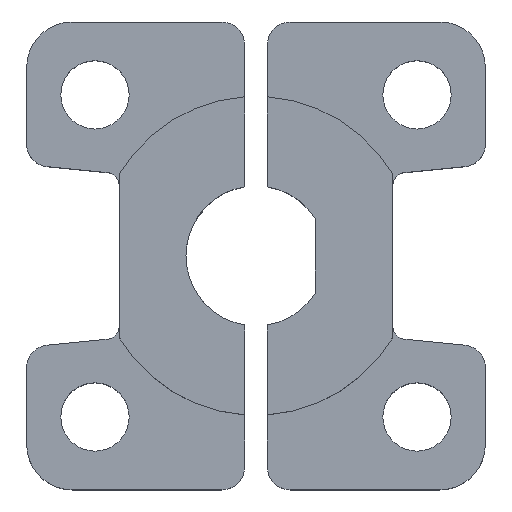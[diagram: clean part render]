
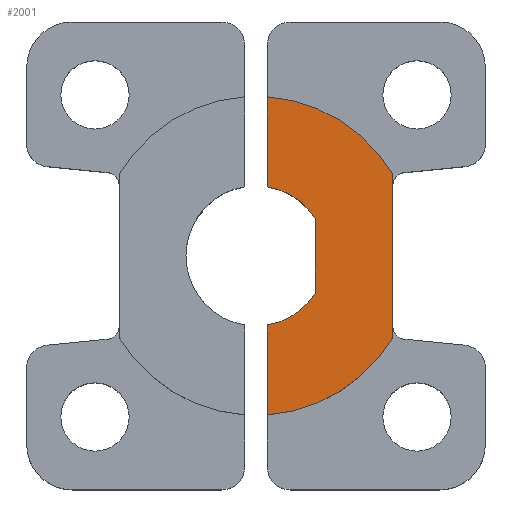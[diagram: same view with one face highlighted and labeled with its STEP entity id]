
A CAD part, top view. The second image highlights one B-rep face of the part: STEP entity #2001.
In plain terms, the highlighted planar face has unit normal (0, 0, 1).
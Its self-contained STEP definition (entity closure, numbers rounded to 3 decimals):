
#70 = EDGE_CURVE ( 'NONE', #153, #1536, #814, .T. ) ;
#153 = VERTEX_POINT ( 'NONE', #710 ) ;
#188 = LINE ( 'NONE', #1880, #1400 ) ;
#199 = ORIENTED_EDGE ( 'NONE', *, *, #70, .T. ) ;
#223 = EDGE_CURVE ( 'NONE', #1427, #1157, #2051, .T. ) ;
#234 = EDGE_CURVE ( 'NONE', #1406, #1092, #285, .T. ) ;
#285 = CIRCLE ( 'NONE', #1237, 7. ) ;
#300 = DIRECTION ( 'NONE',  ( 0., 0., 1. ) ) ;
#330 = CARTESIAN_POINT ( 'NONE',  ( 0.5, -3.034, 11.5 ) ) ;
#348 = ORIENTED_EDGE ( 'NONE', *, *, #1161, .F. ) ;
#364 = CARTESIAN_POINT ( 'NONE',  ( 2.6, -1.642, 11.5 ) ) ;
#433 = EDGE_CURVE ( 'NONE', #1427, #153, #1203, .T. ) ;
#460 = ORIENTED_EDGE ( 'NONE', *, *, #953, .T. ) ;
#469 = VERTEX_POINT ( 'NONE', #1672 ) ;
#502 = CARTESIAN_POINT ( 'NONE',  ( 6., -3.606, 11.5 ) ) ;
#505 = EDGE_LOOP ( 'NONE', ( #1778, #460, #1952, #725, #1417, #1168, #199, #348 ) ) ;
#544 = VECTOR ( 'NONE', #830, 1000. ) ;
#550 = VECTOR ( 'NONE', #1288, 1000. ) ;
#591 = DIRECTION ( 'NONE',  ( 0., 0., 1. ) ) ;
#607 = DIRECTION ( 'NONE',  ( 1., 0., 0. ) ) ;
#694 = EDGE_CURVE ( 'NONE', #1157, #1139, #1512, .T. ) ;
#704 = PLANE ( 'NONE',  #1846 ) ;
#710 = CARTESIAN_POINT ( 'NONE',  ( 0.5, -6.982, 11.5 ) ) ;
#725 = ORIENTED_EDGE ( 'NONE', *, *, #694, .F. ) ;
#798 = CARTESIAN_POINT ( 'NONE',  ( 6., 3.606, 11.5 ) ) ;
#814 = CIRCLE ( 'NONE', #1083, 7. ) ;
#830 = DIRECTION ( 'NONE',  ( 0., -1., 0. ) ) ;
#837 = DIRECTION ( 'NONE',  ( 0., 1., 0. ) ) ;
#872 = DIRECTION ( 'NONE',  ( 1., 0., 0. ) ) ;
#877 = DIRECTION ( 'NONE',  ( 0., 0., 1. ) ) ;
#897 = DIRECTION ( 'NONE',  ( 1., 0., 0. ) ) ;
#953 = EDGE_CURVE ( 'NONE', #1092, #469, #1405, .T. ) ;
#992 = CARTESIAN_POINT ( 'NONE',  ( 0.5, 0., 11.5 ) ) ;
#999 = CARTESIAN_POINT ( 'NONE',  ( 0.5, 6.982, 11.5 ) ) ;
#1083 = AXIS2_PLACEMENT_3D ( 'NONE', #1234, #877, #897 ) ;
#1092 = VERTEX_POINT ( 'NONE', #999 ) ;
#1100 = CARTESIAN_POINT ( 'NONE',  ( 0.5, 0., 11.5 ) ) ;
#1139 = VERTEX_POINT ( 'NONE', #1478 ) ;
#1157 = VERTEX_POINT ( 'NONE', #364 ) ;
#1160 = AXIS2_PLACEMENT_3D ( 'NONE', #2111, #300, #2159 ) ;
#1161 = EDGE_CURVE ( 'NONE', #1406, #1536, #188, .T. ) ;
#1168 = ORIENTED_EDGE ( 'NONE', *, *, #433, .T. ) ;
#1198 = DIRECTION ( 'NONE',  ( 0., -1., 0. ) ) ;
#1203 = LINE ( 'NONE', #992, #544 ) ;
#1234 = CARTESIAN_POINT ( 'NONE',  ( 0., 0., 11.5 ) ) ;
#1237 = AXIS2_PLACEMENT_3D ( 'NONE', #1808, #591, #607 ) ;
#1280 = CIRCLE ( 'NONE', #2028, 3.075 ) ;
#1288 = DIRECTION ( 'NONE',  ( 0., -1., 0. ) ) ;
#1318 = DIRECTION ( 'NONE',  ( 0., 0., 1. ) ) ;
#1343 = CARTESIAN_POINT ( 'NONE',  ( 2.6, -1.642, 11.5 ) ) ;
#1382 = CARTESIAN_POINT ( 'NONE',  ( 0., 0., 11.5 ) ) ;
#1400 = VECTOR ( 'NONE', #1198, 1000. ) ;
#1405 = LINE ( 'NONE', #1100, #550 ) ;
#1406 = VERTEX_POINT ( 'NONE', #798 ) ;
#1417 = ORIENTED_EDGE ( 'NONE', *, *, #223, .F. ) ;
#1427 = VERTEX_POINT ( 'NONE', #330 ) ;
#1470 = EDGE_CURVE ( 'NONE', #1139, #469, #1280, .T. ) ;
#1478 = CARTESIAN_POINT ( 'NONE',  ( 2.6, 1.642, 11.5 ) ) ;
#1512 = LINE ( 'NONE', #1343, #2084 ) ;
#1536 = VERTEX_POINT ( 'NONE', #502 ) ;
#1672 = CARTESIAN_POINT ( 'NONE',  ( 0.5, 3.034, 11.5 ) ) ;
#1778 = ORIENTED_EDGE ( 'NONE', *, *, #234, .T. ) ;
#1808 = CARTESIAN_POINT ( 'NONE',  ( 0., 0., 11.5 ) ) ;
#1846 = AXIS2_PLACEMENT_3D ( 'NONE', #1382, #2043, #872 ) ;
#1870 = FACE_OUTER_BOUND ( 'NONE', #505, .T. ) ;
#1880 = CARTESIAN_POINT ( 'NONE',  ( 6., 0., 11.5 ) ) ;
#1952 = ORIENTED_EDGE ( 'NONE', *, *, #1470, .F. ) ;
#1988 = CARTESIAN_POINT ( 'NONE',  ( 0., 0., 11.5 ) ) ;
#1999 = DIRECTION ( 'NONE',  ( 1., 0., 0. ) ) ;
#2001 = ADVANCED_FACE ( 'NONE', ( #1870 ), #704, .T. ) ;
#2028 = AXIS2_PLACEMENT_3D ( 'NONE', #1988, #1318, #1999 ) ;
#2043 = DIRECTION ( 'NONE',  ( 0., 0., 1. ) ) ;
#2051 = CIRCLE ( 'NONE', #1160, 3.075 ) ;
#2084 = VECTOR ( 'NONE', #837, 1000. ) ;
#2111 = CARTESIAN_POINT ( 'NONE',  ( 0., 0., 11.5 ) ) ;
#2159 = DIRECTION ( 'NONE',  ( 1., 0., 0. ) ) ;
